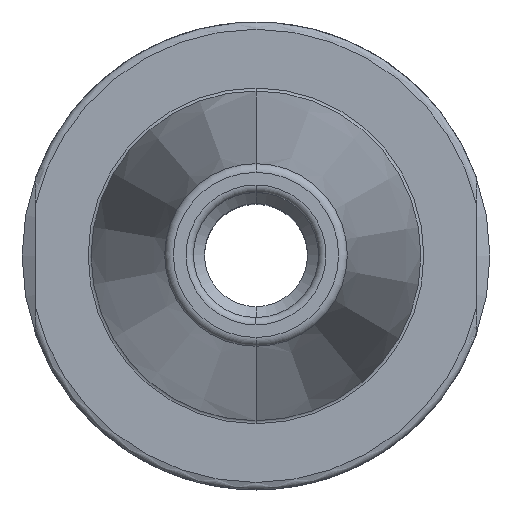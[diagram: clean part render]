
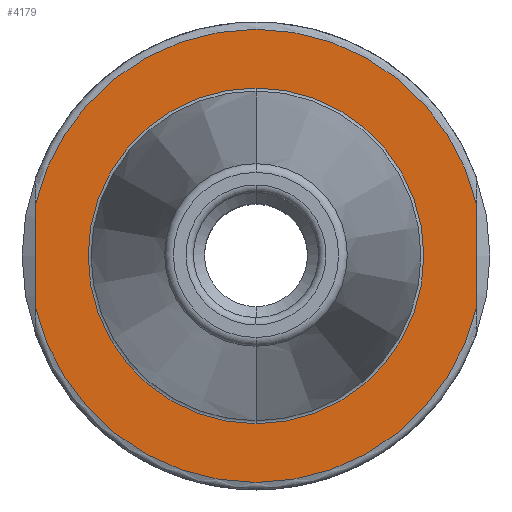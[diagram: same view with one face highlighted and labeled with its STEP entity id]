
A CAD part, top view. The second image highlights one B-rep face of the part: STEP entity #4179.
In plain terms, the highlighted planar face has unit normal (0, 0, 1).
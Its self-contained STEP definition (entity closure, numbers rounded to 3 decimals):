
#203=CARTESIAN_POINT('',(0,0,15.9));
#204=DIRECTION('',(0,0,1));
#205=DIRECTION('',(-0.975,-0.223,0));
#206=AXIS2_PLACEMENT_3D('',#203,#204,#205);
#228=CARTESIAN_POINT('',(0,0,15.9));
#229=DIRECTION('',(0,0,1));
#230=DIRECTION('',(0.975,0.223,0));
#231=AXIS2_PLACEMENT_3D('',#228,#229,#230);
#279=DIRECTION('',(0,1,0));
#280=VECTOR('',#279,13.726);
#281=CARTESIAN_POINT('',(-30,-6.863,15.9));
#282=LINE('',#281,#280);
#283=DIRECTION('',(0,-1,0));
#284=VECTOR('',#283,13.726);
#285=CARTESIAN_POINT('',(30,6.863,15.9));
#286=LINE('',#285,#284);
#297=CARTESIAN_POINT('',(0,0,15.9));
#298=DIRECTION('',(0,0,1));
#299=DIRECTION('',(0,1,0));
#300=AXIS2_PLACEMENT_3D('',#297,#298,#299);
#302=CARTESIAN_POINT('',(0,0,15.9));
#303=DIRECTION('',(0,0,-1));
#304=DIRECTION('',(0,1,0));
#305=AXIS2_PLACEMENT_3D('',#302,#303,#304);
#3369=CARTESIAN_POINT('',(0,22.8,15.9));
#3371=VERTEX_POINT('',#3369);
#3399=CARTESIAN_POINT('',(0,-22.8,15.9));
#3401=VERTEX_POINT('',#3399);
#3461=CARTESIAN_POINT('',(-30,-6.863,15.9));
#3462=CARTESIAN_POINT('',(-30,6.863,15.9));
#3463=VERTEX_POINT('',#3461);
#3464=VERTEX_POINT('',#3462);
#3465=CARTESIAN_POINT('',(30,6.863,15.9));
#3466=CARTESIAN_POINT('',(30,-6.863,15.9));
#3467=VERTEX_POINT('',#3465);
#3468=VERTEX_POINT('',#3466);
#4161=CARTESIAN_POINT('',(0,0,15.9));
#4162=DIRECTION('',(0,0,-1));
#4163=DIRECTION('',(0,-1,0));
#4164=AXIS2_PLACEMENT_3D('',#4161,#4162,#4163);
#4165=PLANE('',#4164);
#4166=ORIENTED_EDGE('',*,*,#4151,.T.);
#4167=ORIENTED_EDGE('',*,*,#4136,.F.);
#4169=ORIENTED_EDGE('',*,*,#4168,.T.);
#4170=ORIENTED_EDGE('',*,*,#4124,.F.);
#4171=EDGE_LOOP('',(#4166,#4167,#4169,#4170));
#4172=FACE_OUTER_BOUND('',#4171,.F.);
#4174=ORIENTED_EDGE('',*,*,#4173,.T.);
#4176=ORIENTED_EDGE('',*,*,#4175,.F.);
#4177=EDGE_LOOP('',(#4174,#4176));
#4178=FACE_BOUND('',#4177,.F.);
#4179=ADVANCED_FACE('',(#4172,#4178),#4165,.F.);
#207=CIRCLE('',#206,30.775);
#232=CIRCLE('',#231,30.775);
#301=CIRCLE('',#300,22.8);
#306=CIRCLE('',#305,22.8);
#4124=EDGE_CURVE('',#3463,#3468,#207,.T.);
#4136=EDGE_CURVE('',#3467,#3464,#232,.T.);
#4151=EDGE_CURVE('',#3463,#3464,#282,.T.);
#4168=EDGE_CURVE('',#3467,#3468,#286,.T.);
#4173=EDGE_CURVE('',#3371,#3401,#301,.T.);
#4175=EDGE_CURVE('',#3371,#3401,#306,.T.);
